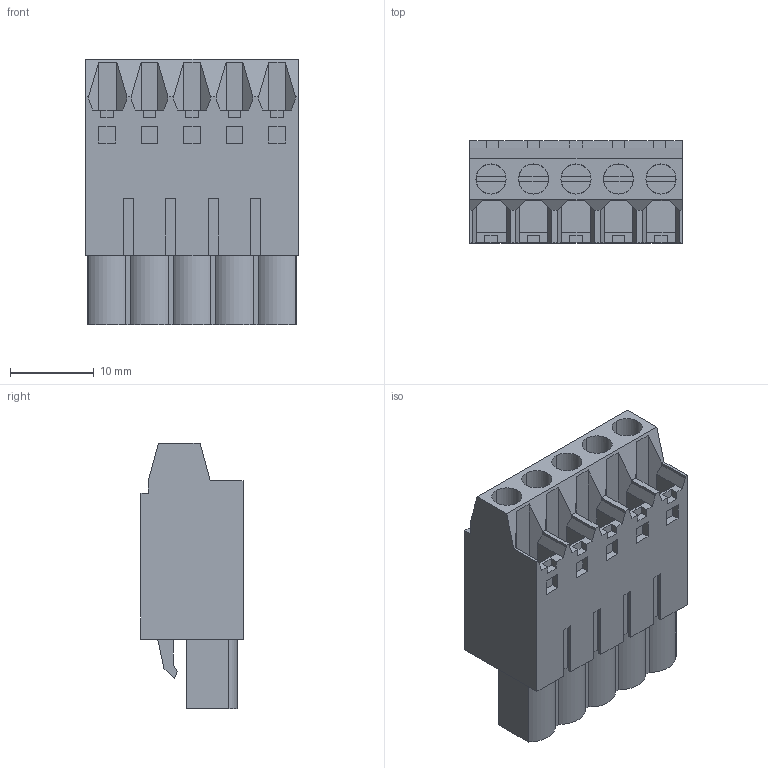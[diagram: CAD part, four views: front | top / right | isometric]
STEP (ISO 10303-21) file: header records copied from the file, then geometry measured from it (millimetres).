
FILE_DESCRIPTION(('CATIA V5 STEP Exchange','CAx-IF Rec.Pracs.--- Model Styling and Organization---1.4--- 2014-01-23'),'2;1');
FILE_NAME ('D1490269_0_1499810000_1499810000.stp','2021-06-18T12:34:58+00:00',('none'),('Weidmueller'),'CATIA Version 5-6 Release 2016 SP3 HF44','CATIA V5 STEP AP214','none');
FILE_SCHEMA(('AUTOMOTIVE_DESIGN { 1 0 10303 214 1 1 1 1 }'));
Length unit declared in the file: millimetre
Products named in the file (1): 1499810000
Bounding box: 25.4 x 12.2 x 31.8 mm (x, y, z)
Volume: 6491.8 mm3; surface area: 4366.1 mm2
Topology: 6 solids, 6 shells, 387 faces, 1067 edges, 715 vertices
Faces by surface type: plane 352, cylinder 35
Entity records: 11989 total; most frequent: CARTESIAN_POINT 2151, ORIENTED_EDGE 2134, DIRECTION 1622, EDGE_CURVE 1067, VECTOR 977, LINE 977, VERTEX_POINT 715, EDGE_LOOP 410
